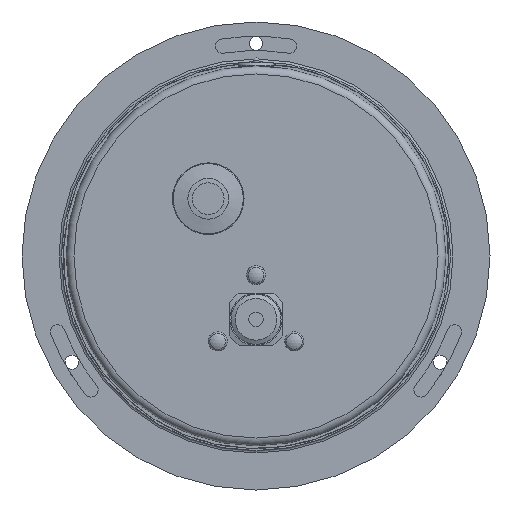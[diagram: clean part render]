
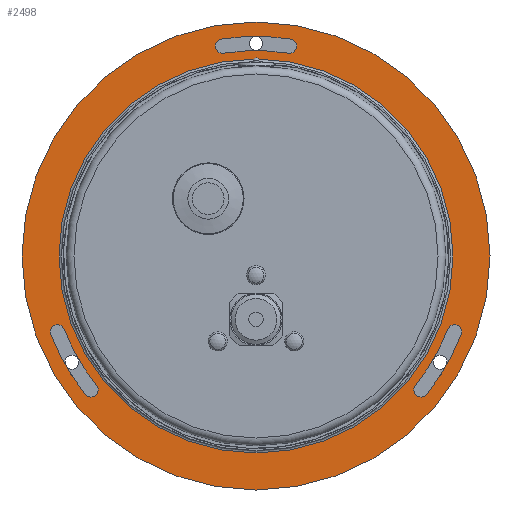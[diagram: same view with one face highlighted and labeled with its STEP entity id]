
A CAD part, left-side view. The second image highlights one B-rep face of the part: STEP entity #2498.
In plain terms, the highlighted planar face has unit normal (-1, 0, 0).
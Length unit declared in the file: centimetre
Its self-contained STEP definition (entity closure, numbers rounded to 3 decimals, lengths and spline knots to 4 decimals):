
#334=FACE_BOUND('',#716,.T.);
#335=FACE_BOUND('',#717,.T.);
#336=FACE_BOUND('',#718,.T.);
#337=FACE_BOUND('',#719,.T.);
#535=FACE_OUTER_BOUND('',#715,.T.);
#715=EDGE_LOOP('',(#1825));
#716=EDGE_LOOP('',(#1826,#1827,#1828,#1829));
#717=EDGE_LOOP('',(#1830,#1831,#1832,#1833));
#718=EDGE_LOOP('',(#1834,#1835,#1836,#1837));
#719=EDGE_LOOP('',(#1838));
#901=CIRCLE('',#2693,9.2);
#902=CIRCLE('',#2695,0.3);
#903=CIRCLE('',#2697,8.6);
#904=CIRCLE('',#2699,0.3);
#905=CIRCLE('',#2701,9.2);
#906=CIRCLE('',#2703,0.3);
#907=CIRCLE('',#2705,8.6);
#908=CIRCLE('',#2707,0.3);
#909=CIRCLE('',#2709,9.2);
#910=CIRCLE('',#2711,0.3);
#911=CIRCLE('',#2713,8.6);
#912=CIRCLE('',#2715,0.3);
#913=CIRCLE('',#2717,9.8);
#914=CIRCLE('',#2719,8.25);
#1124=VERTEX_POINT('',#4762);
#1125=VERTEX_POINT('',#4763);
#1126=VERTEX_POINT('',#4768);
#1127=VERTEX_POINT('',#4772);
#1128=VERTEX_POINT('',#4778);
#1129=VERTEX_POINT('',#4779);
#1130=VERTEX_POINT('',#4784);
#1131=VERTEX_POINT('',#4788);
#1132=VERTEX_POINT('',#4794);
#1133=VERTEX_POINT('',#4795);
#1134=VERTEX_POINT('',#4800);
#1135=VERTEX_POINT('',#4804);
#1136=VERTEX_POINT('',#4810);
#1137=VERTEX_POINT('',#4813);
#1384=EDGE_CURVE('',#1124,#1125,#901,.T.);
#1387=EDGE_CURVE('',#1125,#1126,#902,.T.);
#1389=EDGE_CURVE('',#1126,#1127,#903,.T.);
#1391=EDGE_CURVE('',#1127,#1124,#904,.T.);
#1392=EDGE_CURVE('',#1128,#1129,#905,.T.);
#1395=EDGE_CURVE('',#1129,#1130,#906,.T.);
#1397=EDGE_CURVE('',#1130,#1131,#907,.T.);
#1399=EDGE_CURVE('',#1131,#1128,#908,.T.);
#1400=EDGE_CURVE('',#1132,#1133,#909,.T.);
#1403=EDGE_CURVE('',#1133,#1134,#910,.T.);
#1405=EDGE_CURVE('',#1134,#1135,#911,.T.);
#1407=EDGE_CURVE('',#1135,#1132,#912,.T.);
#1408=EDGE_CURVE('',#1136,#1136,#913,.T.);
#1409=EDGE_CURVE('',#1137,#1137,#914,.T.);
#1825=ORIENTED_EDGE('',*,*,#1408,.T.);
#1826=ORIENTED_EDGE('',*,*,#1389,.T.);
#1827=ORIENTED_EDGE('',*,*,#1391,.T.);
#1828=ORIENTED_EDGE('',*,*,#1384,.T.);
#1829=ORIENTED_EDGE('',*,*,#1387,.T.);
#1830=ORIENTED_EDGE('',*,*,#1397,.T.);
#1831=ORIENTED_EDGE('',*,*,#1399,.T.);
#1832=ORIENTED_EDGE('',*,*,#1392,.T.);
#1833=ORIENTED_EDGE('',*,*,#1395,.T.);
#1834=ORIENTED_EDGE('',*,*,#1405,.T.);
#1835=ORIENTED_EDGE('',*,*,#1407,.T.);
#1836=ORIENTED_EDGE('',*,*,#1400,.T.);
#1837=ORIENTED_EDGE('',*,*,#1403,.T.);
#1838=ORIENTED_EDGE('',*,*,#1409,.F.);
#2268=PLANE('',#2718);
#2498=ADVANCED_FACE('',(#535,#334,#335,#336,#337),#2268,.T.);
#2693=AXIS2_PLACEMENT_3D('',#4764,#3090,#3091);
#2695=AXIS2_PLACEMENT_3D('',#4769,#3096,#3097);
#2697=AXIS2_PLACEMENT_3D('',#4773,#3101,#3102);
#2699=AXIS2_PLACEMENT_3D('',#4776,#3106,#3107);
#2701=AXIS2_PLACEMENT_3D('',#4780,#3110,#3111);
#2703=AXIS2_PLACEMENT_3D('',#4785,#3116,#3117);
#2705=AXIS2_PLACEMENT_3D('',#4789,#3121,#3122);
#2707=AXIS2_PLACEMENT_3D('',#4792,#3126,#3127);
#2709=AXIS2_PLACEMENT_3D('',#4796,#3130,#3131);
#2711=AXIS2_PLACEMENT_3D('',#4801,#3136,#3137);
#2713=AXIS2_PLACEMENT_3D('',#4805,#3141,#3142);
#2715=AXIS2_PLACEMENT_3D('',#4808,#3146,#3147);
#2717=AXIS2_PLACEMENT_3D('',#4811,#3150,#3151);
#2718=AXIS2_PLACEMENT_3D('',#4812,#3152,#3153);
#2719=AXIS2_PLACEMENT_3D('',#4814,#3154,#3155);
#3090=DIRECTION('center_axis',(1.,0.,0.));
#3091=DIRECTION('ref_axis',(0.,0.934,0.358));
#3096=DIRECTION('center_axis',(1.,0.,0.));
#3097=DIRECTION('ref_axis',(0.,0.777,0.63));
#3101=DIRECTION('center_axis',(-1.,0.,0.));
#3102=DIRECTION('ref_axis',(0.,-0.934,-0.358));
#3106=DIRECTION('center_axis',(1.,0.,0.));
#3107=DIRECTION('ref_axis',(0.,-0.934,-0.358));
#3110=DIRECTION('center_axis',(1.,0.,0.));
#3111=DIRECTION('ref_axis',(0.,-0.157,-0.988));
#3116=DIRECTION('center_axis',(1.,0.,0.));
#3117=DIRECTION('ref_axis',(0.,0.157,-0.988));
#3121=DIRECTION('center_axis',(-1.,0.,0.));
#3122=DIRECTION('ref_axis',(0.,0.157,0.988));
#3126=DIRECTION('center_axis',(1.,0.,0.));
#3127=DIRECTION('ref_axis',(0.,0.157,0.988));
#3130=DIRECTION('center_axis',(1.,0.,0.));
#3131=DIRECTION('ref_axis',(0.,-0.777,0.63));
#3136=DIRECTION('center_axis',(1.,0.,0.));
#3137=DIRECTION('ref_axis',(0.,-0.934,0.358));
#3141=DIRECTION('center_axis',(-1.,0.,0.));
#3142=DIRECTION('ref_axis',(0.,0.777,-0.63));
#3146=DIRECTION('center_axis',(1.,0.,0.));
#3147=DIRECTION('ref_axis',(0.,0.777,-0.63));
#3150=DIRECTION('center_axis',(-1.,0.,0.));
#3151=DIRECTION('ref_axis',(0.,-0.5,-0.866));
#3152=DIRECTION('center_axis',(-1.,0.,0.));
#3153=DIRECTION('ref_axis',(0.,0.866,-0.5));
#3154=DIRECTION('center_axis',(-1.,0.,0.));
#3155=DIRECTION('ref_axis',(0.,-0.5,-0.866));
#4762=CARTESIAN_POINT('',(4.5,-8.5918,-3.2894));
#4763=CARTESIAN_POINT('',(4.5,-7.1446,-5.796));
#4764=CARTESIAN_POINT('Origin',(4.5,0.,0.));
#4768=CARTESIAN_POINT('',(4.5,-6.6787,-5.418));
#4769=CARTESIAN_POINT('Origin',(4.5,-6.9117,-5.607));
#4772=CARTESIAN_POINT('',(4.5,-8.0315,-3.0749));
#4773=CARTESIAN_POINT('Origin',(4.5,0.,0.));
#4776=CARTESIAN_POINT('Origin',(4.5,-8.3117,-3.1822));
#4778=CARTESIAN_POINT('',(4.5,1.4472,9.0855));
#4779=CARTESIAN_POINT('',(4.5,-1.4472,9.0855));
#4780=CARTESIAN_POINT('Origin',(4.5,0.,0.));
#4784=CARTESIAN_POINT('',(4.5,-1.3528,8.4929));
#4785=CARTESIAN_POINT('Origin',(4.5,-1.4,8.7892));
#4788=CARTESIAN_POINT('',(4.5,1.3528,8.4929));
#4789=CARTESIAN_POINT('Origin',(4.5,0.,0.));
#4792=CARTESIAN_POINT('Origin',(4.5,1.4,8.7892));
#4794=CARTESIAN_POINT('',(4.5,7.1446,-5.796));
#4795=CARTESIAN_POINT('',(4.5,8.5918,-3.2894));
#4796=CARTESIAN_POINT('Origin',(4.5,0.,0.));
#4800=CARTESIAN_POINT('',(4.5,8.0315,-3.0749));
#4801=CARTESIAN_POINT('Origin',(4.5,8.3117,-3.1822));
#4804=CARTESIAN_POINT('',(4.5,6.6787,-5.418));
#4805=CARTESIAN_POINT('Origin',(4.5,0.,0.));
#4808=CARTESIAN_POINT('Origin',(4.5,6.9117,-5.607));
#4810=CARTESIAN_POINT('',(4.5,-4.9,-8.487));
#4811=CARTESIAN_POINT('Origin',(4.5,0.,0.));
#4812=CARTESIAN_POINT('Origin',(4.5,-4.5125,-7.8159));
#4813=CARTESIAN_POINT('',(4.5,-4.125,-7.1447));
#4814=CARTESIAN_POINT('Origin',(4.5,0.,0.));
